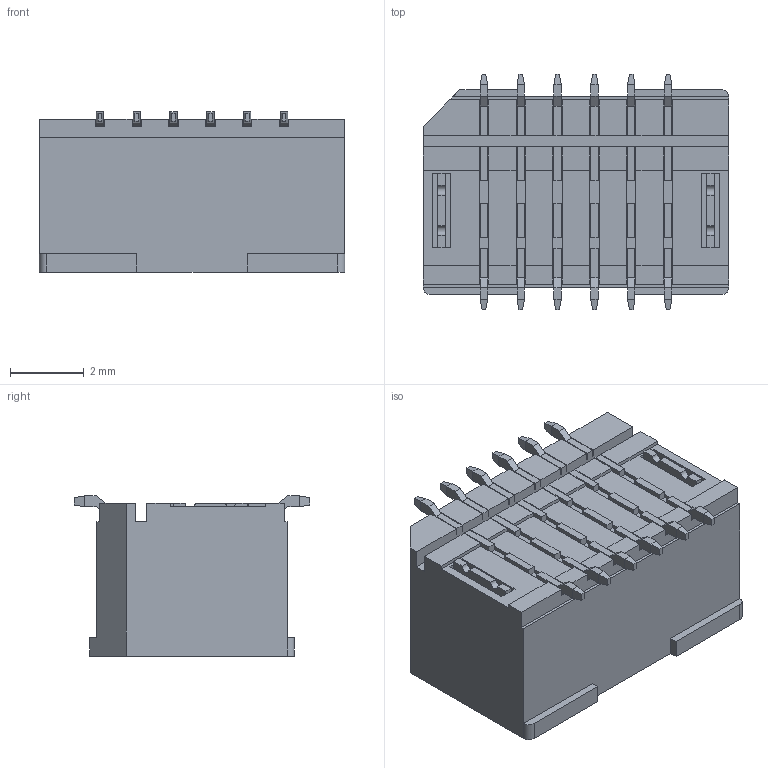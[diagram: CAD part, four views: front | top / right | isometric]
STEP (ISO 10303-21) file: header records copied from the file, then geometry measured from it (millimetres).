
FILE_DESCRIPTION (( 'STEP AP214' ), '1' );
FILE_NAME ('FWF10003-D12S14W5M-REF.STEP', '2025-06-13T03:15:44', ( '' ), ( '' ), 'SwSTEP 2.0', 'SolidWorks 2021', '' );
FILE_SCHEMA (( 'AUTOMOTIVE_DESIGN' ));
Length unit declared in the file: millimetre
Products named in the file (1): FWF10003-D12S14W5M-REF
Bounding box: 8.3 x 6.4 x 4.35 mm (x, y, z)
Volume: 72.9 mm3; surface area: 373.5 mm2
Topology: 1 solids, 1 shells, 545 faces, 1389 edges, 885 vertices
Faces by surface type: plane 538, cylinder 7
Entity records: 15987 total; most frequent: CARTESIAN_POINT 2820, ORIENTED_EDGE 2778, DIRECTION 2495, EDGE_CURVE 1389, VECTOR 1375, LINE 1375, VERTEX_POINT 885, EDGE_LOOP 584
